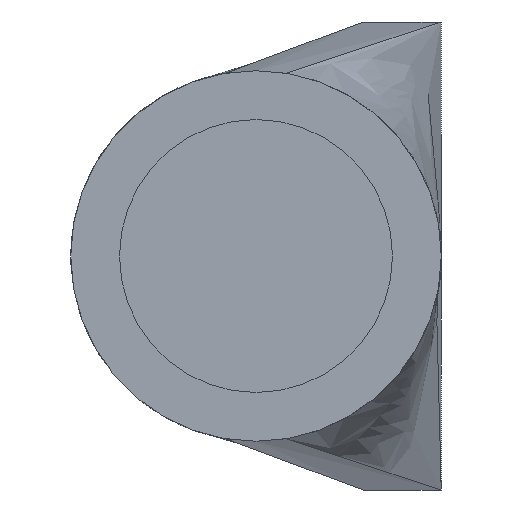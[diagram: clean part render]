
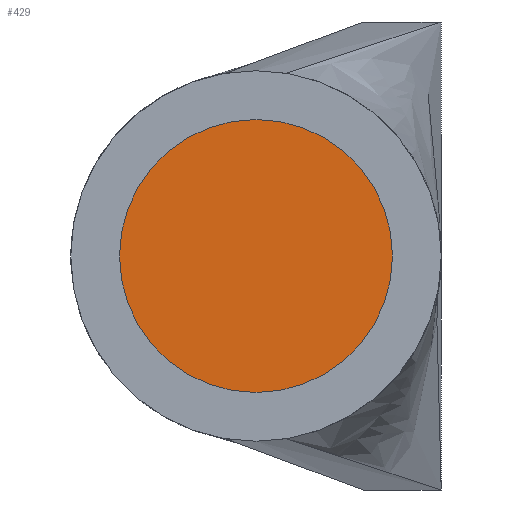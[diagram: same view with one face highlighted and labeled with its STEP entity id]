
A CAD part, left-side view. The second image highlights one B-rep face of the part: STEP entity #429.
In plain terms, the highlighted planar face has unit normal (-1, 0, 0).
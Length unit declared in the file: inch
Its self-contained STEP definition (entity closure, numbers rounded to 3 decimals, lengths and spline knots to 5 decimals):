
#44 = EDGE_CURVE ( 'NONE', #615, #583, #116, .T. ) ;
#53 = CARTESIAN_POINT ( 'NONE',  ( 0.75, 0., 0. ) ) ;
#79 = AXIS2_PLACEMENT_3D ( 'NONE', #318, #526, #476 ) ;
#116 = CIRCLE ( 'NONE', #79, 0.14 ) ;
#143 = PLANE ( 'NONE',  #466 ) ;
#152 = ORIENTED_EDGE ( 'NONE', *, *, #44, .T. ) ;
#198 = FACE_OUTER_BOUND ( 'NONE', #638, .T. ) ;
#318 = CARTESIAN_POINT ( 'NONE',  ( 0.75, 0., 0. ) ) ;
#326 = CIRCLE ( 'NONE', #402, 0.14 ) ;
#359 = ORIENTED_EDGE ( 'NONE', *, *, #578, .T. ) ;
#402 = AXIS2_PLACEMENT_3D ( 'NONE', #623, #628, #645 ) ;
#429 = ADVANCED_FACE ( 'NONE', ( #198 ), #143, .T. ) ;
#466 = AXIS2_PLACEMENT_3D ( 'NONE', #53, #538, #503 ) ;
#470 = CARTESIAN_POINT ( 'NONE',  ( 0.75, 0., 0.14 ) ) ;
#476 = DIRECTION ( 'NONE',  ( 0., 0., 1. ) ) ;
#503 = DIRECTION ( 'NONE',  ( 0., 0., 1. ) ) ;
#526 = DIRECTION ( 'NONE',  ( -1., 0., 0. ) ) ;
#538 = DIRECTION ( 'NONE',  ( -1., 0., 0. ) ) ;
#578 = EDGE_CURVE ( 'NONE', #583, #615, #326, .T. ) ;
#583 = VERTEX_POINT ( 'NONE', #470 ) ;
#615 = VERTEX_POINT ( 'NONE', #648 ) ;
#623 = CARTESIAN_POINT ( 'NONE',  ( 0.75, 0., 0. ) ) ;
#628 = DIRECTION ( 'NONE',  ( -1., 0., 0. ) ) ;
#638 = EDGE_LOOP ( 'NONE', ( #359, #152 ) ) ;
#645 = DIRECTION ( 'NONE',  ( 0., 0., 1. ) ) ;
#648 = CARTESIAN_POINT ( 'NONE',  ( 0.75, 0., -0.14 ) ) ;
